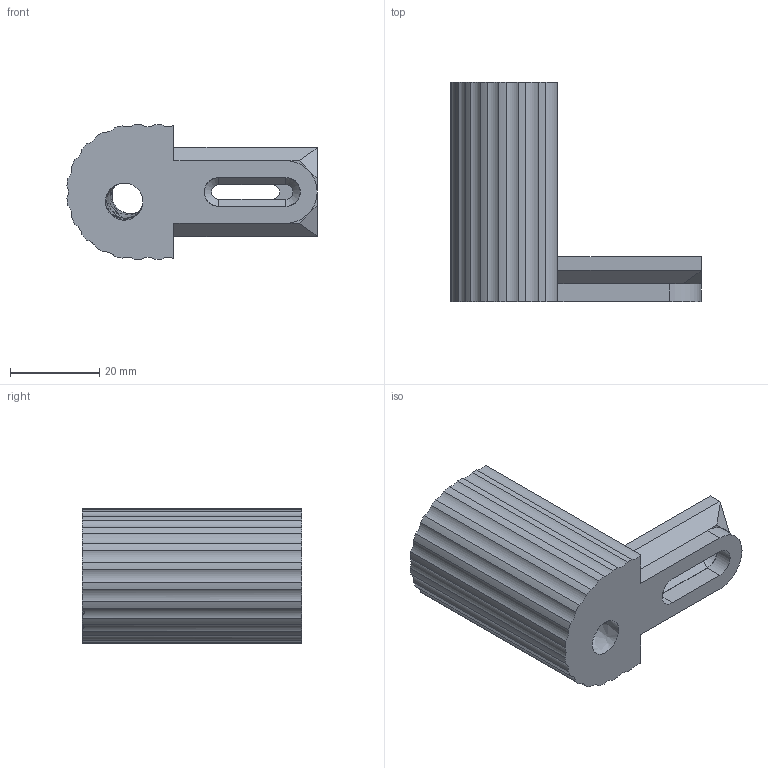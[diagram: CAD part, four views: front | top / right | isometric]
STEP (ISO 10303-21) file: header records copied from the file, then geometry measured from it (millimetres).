
FILE_DESCRIPTION(/* description */ (''),/* implementation_level */ '2;1');
FILE_NAME(/* name */ 'Polycutter Lite_6_17_2022 8mm Bottle Holder.step',/* time_stamp */ '2022-06-27T20:35:20+01:00',/* author */ (''),/* organization */ (''),/* preprocessor_version */ 'ST-DEVELOPER v19',/* originating_system */ 'Autodesk Translation Framework v11.7.0.108',/* authorisation */ '');
FILE_SCHEMA (('AUTOMOTIVE_DESIGN { 1 0 10303 214 3 1 1 }'));
Length unit declared in the file: millimetre
Products named in the file (2): (Unsaved); Component1
Assembly tree (1 placements, depth 2):
  (Unsaved)
    Component1
Bounding box: 55.94 x 49 x 30 mm (x, y, z)
Volume: 30786.3 mm3; surface area: 9176 mm2
Topology: 1 solids, 1 shells, 81 faces, 225 edges, 146 vertices
Faces by surface type: cylinder 33, plane 32, bspline 14, cone 2
Full cylindrical faces by diameter (mm): 6.5 x1
Entity records: 4124 total; most frequent: CARTESIAN_POINT 2004, ORIENTED_EDGE 450, DIRECTION 419, EDGE_CURVE 225, AXIS2_PLACEMENT_3D 155, VERTEX_POINT 146, LINE 109, VECTOR 109
